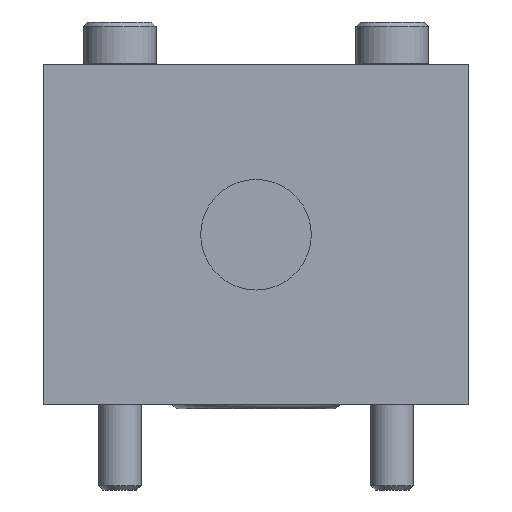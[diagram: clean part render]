
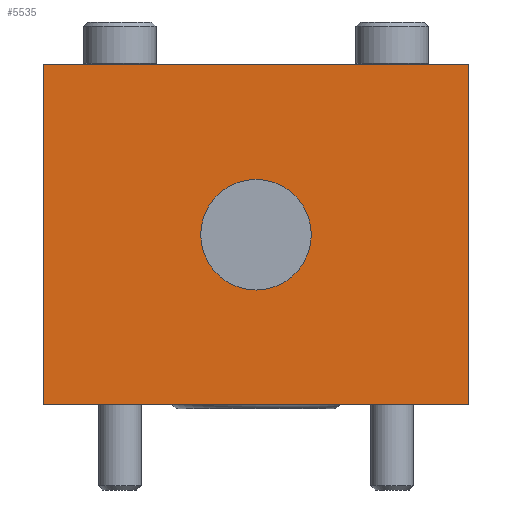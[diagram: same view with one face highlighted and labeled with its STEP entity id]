
A CAD part, front view. The second image highlights one B-rep face of the part: STEP entity #5535.
In plain terms, the highlighted planar face has unit normal (0, -1, 0).
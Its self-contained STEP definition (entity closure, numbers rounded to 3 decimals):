
#152=LINE('',#7553,#501);
#155=LINE('',#7566,#504);
#331=LINE('',#8080,#680);
#332=LINE('',#8092,#681);
#501=VECTOR('',#6290,1000.);
#504=VECTOR('',#6301,1000.);
#680=VECTOR('',#6755,1000.);
#681=VECTOR('',#6768,1000.);
#1297=ORIENTED_EDGE('',*,*,#2221,.F.);
#1298=ORIENTED_EDGE('',*,*,#1972,.F.);
#1299=ORIENTED_EDGE('',*,*,#2220,.F.);
#1300=ORIENTED_EDGE('',*,*,#1978,.F.);
#1301=ORIENTED_EDGE('',*,*,#2214,.F.);
#1972=EDGE_CURVE('',#2520,#2517,#152,.T.);
#1978=EDGE_CURVE('',#2526,#2527,#155,.T.);
#2214=EDGE_CURVE('',#2517,#2526,#331,.T.);
#2220=EDGE_CURVE('',#2527,#2520,#332,.T.);
#2221=EDGE_CURVE('',#2715,#2715,#2962,.F.);
#2517=VERTEX_POINT('',#7547);
#2520=VERTEX_POINT('',#7552);
#2526=VERTEX_POINT('',#7565);
#2527=VERTEX_POINT('',#7567);
#2715=VERTEX_POINT('',#8095);
#2962=CIRCLE('',#5949,6.5);
#3195=EDGE_LOOP('',(#1297));
#3196=EDGE_LOOP('',(#1298,#1299,#1300,#1301));
#3552=FACE_BOUND('',#3195,.T.);
#3553=FACE_BOUND('',#3196,.T.);
#3836=PLANE('',#5948);
#5535=ADVANCED_FACE('',(#3552,#3553),#3836,.F.);
#5948=AXIS2_PLACEMENT_3D('',#8093,#6769,#6770);
#5949=AXIS2_PLACEMENT_3D('',#8094,#6771,#6772);
#6290=DIRECTION('',(0.,0.,1.));
#6301=DIRECTION('',(0.,0.,-1.));
#6755=DIRECTION('',(1.,0.,0.));
#6768=DIRECTION('',(-1.,0.,0.));
#6769=DIRECTION('',(0.,1.,0.));
#6770=DIRECTION('',(0.,0.,1.));
#6771=DIRECTION('',(0.,1.,0.));
#6772=DIRECTION('',(0.,0.,1.));
#7547=CARTESIAN_POINT('',(-25.,-89.,20.));
#7552=CARTESIAN_POINT('',(-25.,-89.,-20.));
#7553=CARTESIAN_POINT('',(-25.,-89.,-20.));
#7565=CARTESIAN_POINT('',(25.,-89.,20.));
#7566=CARTESIAN_POINT('',(25.,-89.,20.));
#7567=CARTESIAN_POINT('',(25.,-89.,-20.));
#8080=CARTESIAN_POINT('',(-25.,-89.,20.));
#8092=CARTESIAN_POINT('',(25.,-89.,-20.));
#8093=CARTESIAN_POINT('',(0.,-89.,0.));
#8094=CARTESIAN_POINT('',(0.,-89.,0.));
#8095=CARTESIAN_POINT('',(0.,-89.,6.5));
